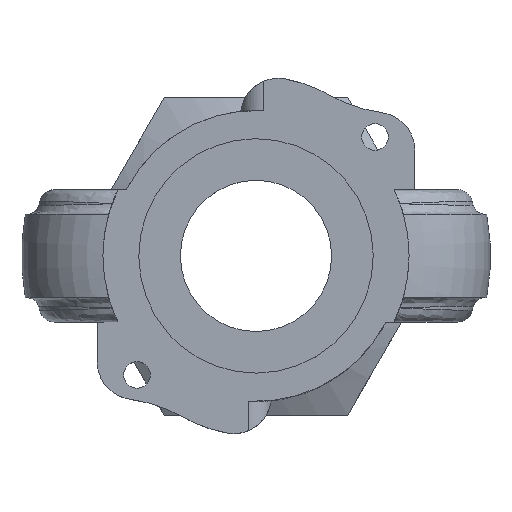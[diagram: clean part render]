
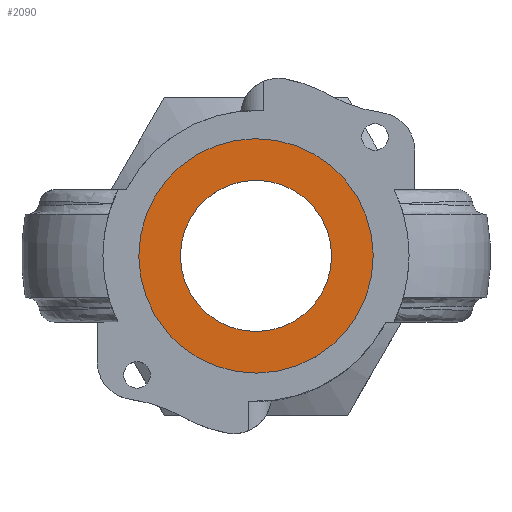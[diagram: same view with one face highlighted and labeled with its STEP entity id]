
A CAD part, top view. The second image highlights one B-rep face of the part: STEP entity #2090.
In plain terms, the highlighted planar face has unit normal (0, 0, 1).
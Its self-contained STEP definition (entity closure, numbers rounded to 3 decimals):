
#69=FACE_BOUND('',#541,.T.);
#297=PLANE('',#2303);
#420=FACE_OUTER_BOUND('',#540,.T.);
#540=EDGE_LOOP('',(#1854,#1855));
#541=EDGE_LOOP('',(#1856,#1857));
#647=CIRCLE('',#2298,10.);
#648=CIRCLE('',#2299,10.);
#651=CIRCLE('',#2304,15.5);
#652=CIRCLE('',#2305,15.5);
#944=VERTEX_POINT('',#5256);
#945=VERTEX_POINT('',#5258);
#946=VERTEX_POINT('',#5265);
#947=VERTEX_POINT('',#5266);
#1246=EDGE_CURVE('',#945,#944,#647,.T.);
#1247=EDGE_CURVE('',#944,#945,#648,.T.);
#1250=EDGE_CURVE('',#946,#947,#651,.T.);
#1251=EDGE_CURVE('',#947,#946,#652,.T.);
#1854=ORIENTED_EDGE('',*,*,#1250,.F.);
#1855=ORIENTED_EDGE('',*,*,#1251,.F.);
#1856=ORIENTED_EDGE('',*,*,#1246,.T.);
#1857=ORIENTED_EDGE('',*,*,#1247,.T.);
#2090=ADVANCED_FACE('',(#420,#69),#297,.T.);
#2298=AXIS2_PLACEMENT_3D('',#5259,#2762,#2763);
#2299=AXIS2_PLACEMENT_3D('',#5260,#2764,#2765);
#2303=AXIS2_PLACEMENT_3D('',#5264,#2772,#2773);
#2304=AXIS2_PLACEMENT_3D('',#5267,#2774,#2775);
#2305=AXIS2_PLACEMENT_3D('',#5268,#2776,#2777);
#2762=DIRECTION('center_axis',(0.,0.,-1.));
#2763=DIRECTION('ref_axis',(-0.335,-0.942,0.));
#2764=DIRECTION('center_axis',(0.,0.,-1.));
#2765=DIRECTION('ref_axis',(-0.335,-0.942,0.));
#2772=DIRECTION('center_axis',(0.,0.,1.));
#2773=DIRECTION('ref_axis',(-0.942,0.335,0.));
#2774=DIRECTION('center_axis',(0.,0.,-1.));
#2775=DIRECTION('ref_axis',(-0.335,-0.942,0.));
#2776=DIRECTION('center_axis',(0.,0.,-1.));
#2777=DIRECTION('ref_axis',(-0.335,-0.942,0.));
#5256=CARTESIAN_POINT('',(3.353,9.421,0.872));
#5258=CARTESIAN_POINT('',(-3.353,-9.421,0.872));
#5259=CARTESIAN_POINT('Origin',(0.,0.,0.872));
#5260=CARTESIAN_POINT('Origin',(0.,0.,0.872));
#5264=CARTESIAN_POINT('Origin',(-4.276,-12.012,0.872));
#5265=CARTESIAN_POINT('',(-5.198,-14.602,0.872));
#5266=CARTESIAN_POINT('',(5.198,14.602,0.872));
#5267=CARTESIAN_POINT('Origin',(0.,0.,0.872));
#5268=CARTESIAN_POINT('Origin',(0.,0.,0.872));
